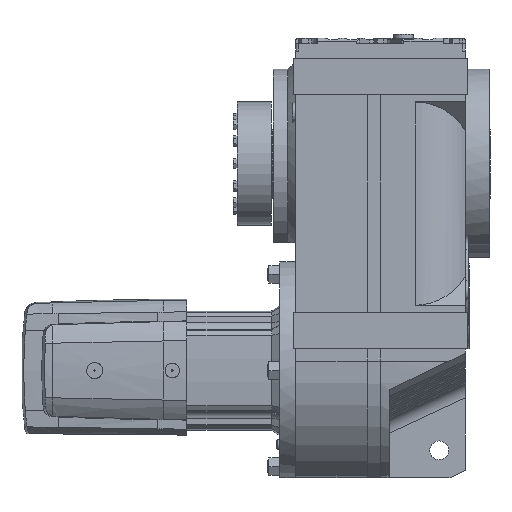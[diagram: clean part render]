
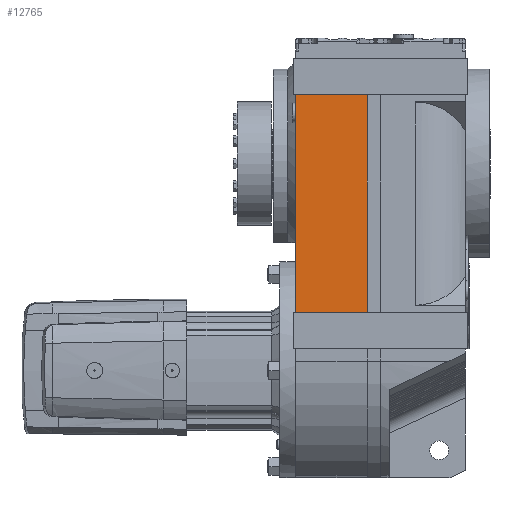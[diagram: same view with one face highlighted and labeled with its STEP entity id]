
A CAD part, front view. The second image highlights one B-rep face of the part: STEP entity #12765.
In plain terms, the highlighted planar face has unit normal (0, -1, 0).
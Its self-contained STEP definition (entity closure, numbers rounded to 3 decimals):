
#1191=FACE_OUTER_BOUND('',#1961,.T.);
#1961=EDGE_LOOP('',(#9487,#9488,#9489,#9490));
#2870=LINE('',#20369,#4168);
#2888=LINE('',#20405,#4186);
#2901=LINE('',#20432,#4199);
#2902=LINE('',#20433,#4200);
#4168=VECTOR('',#15721,0.2);
#4186=VECTOR('',#15751,0.2);
#4199=VECTOR('',#15776,0.2);
#4200=VECTOR('',#15777,0.2);
#5610=VERTEX_POINT('',#20349);
#5619=VERTEX_POINT('',#20367);
#5631=VERTEX_POINT('',#20403);
#5639=VERTEX_POINT('',#20431);
#7049=EDGE_CURVE('',#5610,#5619,#2870,.F.);
#7068=EDGE_CURVE('',#5619,#5631,#2888,.F.);
#7081=EDGE_CURVE('',#5639,#5610,#2901,.T.);
#7082=EDGE_CURVE('',#5639,#5631,#2902,.T.);
#9487=ORIENTED_EDGE('',*,*,#7081,.T.);
#9488=ORIENTED_EDGE('',*,*,#7049,.T.);
#9489=ORIENTED_EDGE('',*,*,#7068,.T.);
#9490=ORIENTED_EDGE('',*,*,#7082,.F.);
#12167=PLANE('',#13765);
#12765=ADVANCED_FACE('',(#1191),#12167,.T.);
#13765=AXIS2_PLACEMENT_3D('',#20430,#15774,#15775);
#15721=DIRECTION('',(-1.,0.,0.));
#15751=DIRECTION('',(0.,0.,-1.));
#15774=DIRECTION('center_axis',(0.,-1.,0.));
#15775=DIRECTION('ref_axis',(0.,0.,-1.));
#15776=DIRECTION('',(0.,0.,-1.));
#15777=DIRECTION('',(1.,0.,0.));
#20349=CARTESIAN_POINT('',(-53.4,-38.,-41.));
#20367=CARTESIAN_POINT('',(-33.6,-38.,-41.));
#20369=CARTESIAN_POINT('',(-153.74,-38.,-41.));
#20403=CARTESIAN_POINT('',(-33.6,-38.,19.));
#20405=CARTESIAN_POINT('',(-33.6,-38.,-11.704));
#20430=CARTESIAN_POINT('Origin',(-172.857,-38.,31.));
#20431=CARTESIAN_POINT('',(-53.4,-38.,19.));
#20432=CARTESIAN_POINT('',(-53.4,-38.,15.5));
#20433=CARTESIAN_POINT('',(-153.74,-38.,19.));
